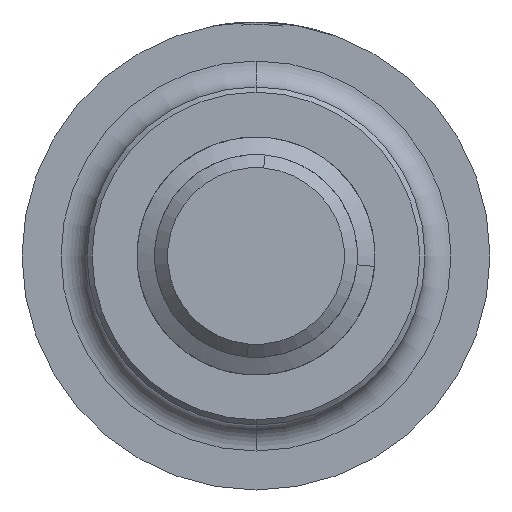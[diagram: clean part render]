
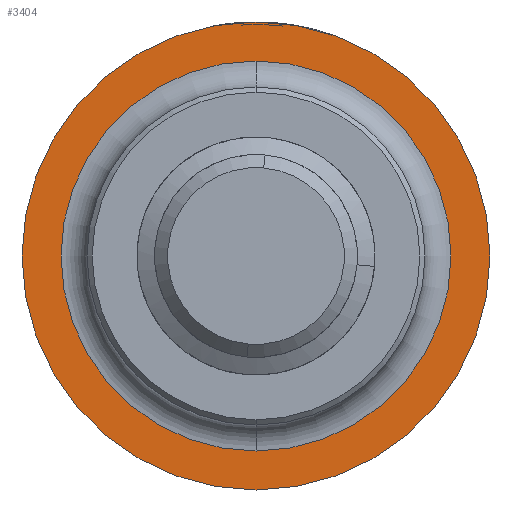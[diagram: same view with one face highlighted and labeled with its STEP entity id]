
A CAD part, front view. The second image highlights one B-rep face of the part: STEP entity #3404.
In plain terms, the highlighted planar face has unit normal (0, -1, 0).
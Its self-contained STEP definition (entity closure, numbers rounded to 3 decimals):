
#165 = CIRCLE ( 'NONE', #3831, 9. ) ;
#457 = EDGE_LOOP ( 'NONE', ( #6850, #5618 ) ) ;
#498 = VERTEX_POINT ( 'NONE', #1741 ) ;
#801 = AXIS2_PLACEMENT_3D ( 'NONE', #6115, #4948, #4435 ) ;
#938 = AXIS2_PLACEMENT_3D ( 'NONE', #1449, #6812, #3042 ) ;
#1008 = ORIENTED_EDGE ( 'NONE', *, *, #5287, .T. ) ;
#1243 = ORIENTED_EDGE ( 'NONE', *, *, #5247, .T. ) ;
#1425 = DIRECTION ( 'NONE',  ( 0., 0., -1. ) ) ;
#1449 = CARTESIAN_POINT ( 'NONE',  ( 0., 12.42, 0. ) ) ;
#1666 = FACE_OUTER_BOUND ( 'NONE', #2449, .T. ) ;
#1741 = CARTESIAN_POINT ( 'NONE',  ( 0., 12.42, -9. ) ) ;
#1883 = AXIS2_PLACEMENT_3D ( 'NONE', #4276, #4897, #3821 ) ;
#2019 = CARTESIAN_POINT ( 'NONE',  ( 0., 12.42, 0. ) ) ;
#2100 = PLANE ( 'NONE',  #1883 ) ;
#2270 = CARTESIAN_POINT ( 'NONE',  ( 0., 12.42, -7.5 ) ) ;
#2449 = EDGE_LOOP ( 'NONE', ( #1243, #1008 ) ) ;
#3017 = CARTESIAN_POINT ( 'NONE',  ( 0., 12.42, 7.5 ) ) ;
#3042 = DIRECTION ( 'NONE',  ( 0., 0., -1. ) ) ;
#3404 = ADVANCED_FACE ( 'NONE', ( #1666, #4853 ), #2100, .T. ) ;
#3439 = CIRCLE ( 'NONE', #801, 7.5 ) ;
#3558 = VERTEX_POINT ( 'NONE', #3633 ) ;
#3633 = CARTESIAN_POINT ( 'NONE',  ( 0., 12.42, 9. ) ) ;
#3684 = CIRCLE ( 'NONE', #4519, 9. ) ;
#3821 = DIRECTION ( 'NONE',  ( 0., 0., -1. ) ) ;
#3831 = AXIS2_PLACEMENT_3D ( 'NONE', #5774, #6857, #1425 ) ;
#3852 = CIRCLE ( 'NONE', #938, 7.5 ) ;
#4276 = CARTESIAN_POINT ( 'NONE',  ( 7.5, 12.42, 0. ) ) ;
#4435 = DIRECTION ( 'NONE',  ( 0., 0., -1. ) ) ;
#4519 = AXIS2_PLACEMENT_3D ( 'NONE', #2019, #5758, #6284 ) ;
#4853 = FACE_BOUND ( 'NONE', #457, .T. ) ;
#4897 = DIRECTION ( 'NONE',  ( 0., -1., 0. ) ) ;
#4948 = DIRECTION ( 'NONE',  ( 0., -1., 0. ) ) ;
#5157 = EDGE_CURVE ( 'NONE', #5318, #6192, #3852, .T. ) ;
#5247 = EDGE_CURVE ( 'NONE', #498, #3558, #3684, .T. ) ;
#5287 = EDGE_CURVE ( 'NONE', #3558, #498, #165, .T. ) ;
#5318 = VERTEX_POINT ( 'NONE', #3017 ) ;
#5618 = ORIENTED_EDGE ( 'NONE', *, *, #5157, .F. ) ;
#5709 = EDGE_CURVE ( 'NONE', #6192, #5318, #3439, .T. ) ;
#5758 = DIRECTION ( 'NONE',  ( 0., -1., 0. ) ) ;
#5774 = CARTESIAN_POINT ( 'NONE',  ( 0., 12.42, 0. ) ) ;
#6115 = CARTESIAN_POINT ( 'NONE',  ( 0., 12.42, 0. ) ) ;
#6192 = VERTEX_POINT ( 'NONE', #2270 ) ;
#6284 = DIRECTION ( 'NONE',  ( 0., 0., -1. ) ) ;
#6812 = DIRECTION ( 'NONE',  ( 0., -1., 0. ) ) ;
#6850 = ORIENTED_EDGE ( 'NONE', *, *, #5709, .F. ) ;
#6857 = DIRECTION ( 'NONE',  ( 0., -1., 0. ) ) ;
